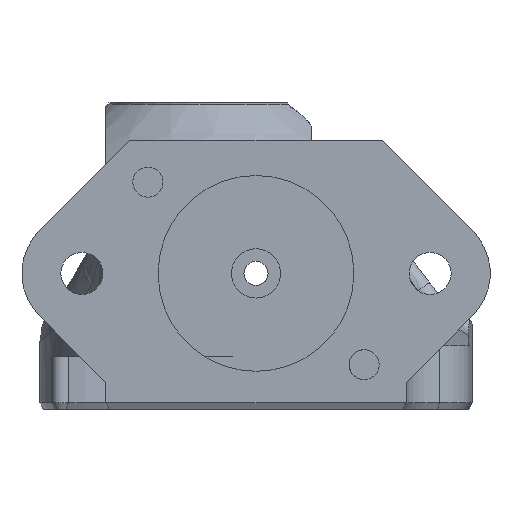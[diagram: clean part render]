
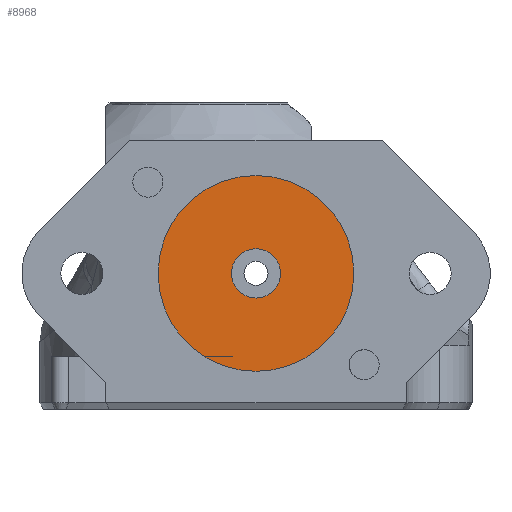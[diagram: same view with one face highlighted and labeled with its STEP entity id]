
A CAD part, front view. The second image highlights one B-rep face of the part: STEP entity #8968.
In plain terms, the highlighted planar face has unit normal (0, -1, 0).
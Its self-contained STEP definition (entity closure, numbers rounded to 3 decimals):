
#48 = DIRECTION ( 'NONE',  ( 0., 0., -1. ) ) ;
#100 = ORIENTED_EDGE ( 'NONE', *, *, #3434, .T. ) ;
#209 = CARTESIAN_POINT ( 'NONE',  ( 0., -28.4, 11.3 ) ) ;
#227 = ORIENTED_EDGE ( 'NONE', *, *, #5161, .T. ) ;
#342 = FACE_BOUND ( 'NONE', #7750, .T. ) ;
#511 = EDGE_CURVE ( 'NONE', #9360, #8690, #4568, .T. ) ;
#632 = CIRCLE ( 'NONE', #1753, 8.15 ) ;
#969 = DIRECTION ( 'NONE',  ( 0., 0., -1. ) ) ;
#1379 = AXIS2_PLACEMENT_3D ( 'NONE', #6976, #2493, #7731 ) ;
#1753 = AXIS2_PLACEMENT_3D ( 'NONE', #3467, #8694, #4252 ) ;
#1907 = CARTESIAN_POINT ( 'NONE',  ( 0., -28.4, 13.35 ) ) ;
#2177 = PLANE ( 'NONE',  #3301 ) ;
#2350 = AXIS2_PLACEMENT_3D ( 'NONE', #8999, #4565, #48 ) ;
#2493 = DIRECTION ( 'NONE',  ( 0., 1., 0. ) ) ;
#2930 = DIRECTION ( 'NONE',  ( 0., -1., 0. ) ) ;
#3301 = AXIS2_PLACEMENT_3D ( 'NONE', #9598, #2930, #8158 ) ;
#3434 = EDGE_CURVE ( 'NONE', #8214, #3772, #8735, .T. ) ;
#3467 = CARTESIAN_POINT ( 'NONE',  ( 0., -28.4, 11.3 ) ) ;
#3539 = CARTESIAN_POINT ( 'NONE',  ( 0., -28.4, 3.15 ) ) ;
#3772 = VERTEX_POINT ( 'NONE', #7310 ) ;
#4252 = DIRECTION ( 'NONE',  ( 0., 0., -1. ) ) ;
#4370 = ORIENTED_EDGE ( 'NONE', *, *, #511, .T. ) ;
#4565 = DIRECTION ( 'NONE',  ( 0., 1., 0. ) ) ;
#4568 = CIRCLE ( 'NONE', #6953, 8.15 ) ;
#4990 = ORIENTED_EDGE ( 'NONE', *, *, #6359, .T. ) ;
#5161 = EDGE_CURVE ( 'NONE', #8690, #9360, #632, .T. ) ;
#5474 = DIRECTION ( 'NONE',  ( 0., -1., 0. ) ) ;
#6243 = CARTESIAN_POINT ( 'NONE',  ( 0., -28.4, 19.45 ) ) ;
#6359 = EDGE_CURVE ( 'NONE', #3772, #8214, #9502, .T. ) ;
#6953 = AXIS2_PLACEMENT_3D ( 'NONE', #209, #5474, #969 ) ;
#6976 = CARTESIAN_POINT ( 'NONE',  ( 0., -28.4, 11.3 ) ) ;
#7310 = CARTESIAN_POINT ( 'NONE',  ( 0., -28.4, 9.25 ) ) ;
#7731 = DIRECTION ( 'NONE',  ( 0., 0., -1. ) ) ;
#7750 = EDGE_LOOP ( 'NONE', ( #4990, #100 ) ) ;
#8158 = DIRECTION ( 'NONE',  ( 0., 0., -1. ) ) ;
#8214 = VERTEX_POINT ( 'NONE', #1907 ) ;
#8319 = FACE_OUTER_BOUND ( 'NONE', #9442, .T. ) ;
#8690 = VERTEX_POINT ( 'NONE', #6243 ) ;
#8694 = DIRECTION ( 'NONE',  ( 0., -1., 0. ) ) ;
#8735 = CIRCLE ( 'NONE', #1379, 2.05 ) ;
#8968 = ADVANCED_FACE ( 'NONE', ( #8319, #342 ), #2177, .T. ) ;
#8999 = CARTESIAN_POINT ( 'NONE',  ( 0., -28.4, 11.3 ) ) ;
#9360 = VERTEX_POINT ( 'NONE', #3539 ) ;
#9442 = EDGE_LOOP ( 'NONE', ( #4370, #227 ) ) ;
#9502 = CIRCLE ( 'NONE', #2350, 2.05 ) ;
#9598 = CARTESIAN_POINT ( 'NONE',  ( 0., -28.4, 11.3 ) ) ;
